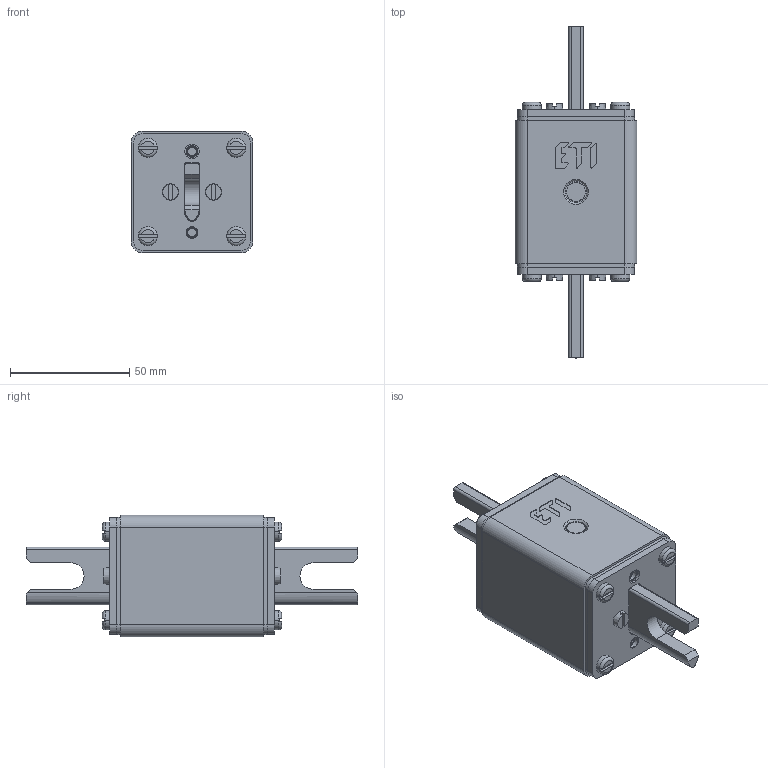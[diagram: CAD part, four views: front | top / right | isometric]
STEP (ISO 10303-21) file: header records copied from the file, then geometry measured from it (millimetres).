
FILE_DESCRIPTION((''),'2;1');
FILE_NAME('004303112_S1UQ01_110_63A_1000V_ASM','2024-07-23T12:02:19',('klemen.sitar'),('Audax d.o.o.'),'CREO PARAMETRIC BY PTC INC, 2021304','CREO PARAMETRIC BY PTC INC, 2021304','');
FILE_SCHEMA(('AP242_MANAGED_MODEL_BASED_3D_ENGINEERING_MIM_LF { 1 0 10303 442 1 1 4 }'));
Length unit declared in the file: millimetre
Products named in the file (15): 0000030085_1; 0000037877_1; 0000029902_1; 0000036699_1; 0000015247_AF0_1; 0000015250_ASM_1_ASM; 0000015247_AF1_1; 0000015244_AF0_1; 0000015261_ASM_1_ASM; 0000037876_1; 0000015360_1; 0000011599_1; 004303712_ASM_1_ASM; ASD; 004303112_S1UQ01_110_63A_1000V_ASM
Assembly tree (29 placements, depth 4):
  004303112_S1UQ01_110_63A_1000V_ASM
    004303712_ASM_1_ASM
      0000030085_1
      0000037877_1
      0000029902_1  x2
      0000036699_1  x2
      0000015250_ASM_1_ASM
        0000015247_AF0_1
      0000015261_ASM_1_ASM
        0000015247_AF1_1
        0000015244_AF0_1
      0000037876_1  x4
      0000015360_1  x8
      0000011599_1  x4
    ASD
Bounding box: 51 x 139 x 51 mm (x, y, z)
Volume: 188479.1 mm3; surface area: 51896.4 mm2
Topology: 26 solids, 42 shells, 693 faces, 1728 edges, 1120 vertices
Faces by surface type: cylinder 296, plane 241, torus 80, cone 76
Entity records: 20308 total; most frequent: CARTESIAN_POINT 3291, DIRECTION 2290, ORIENTED_EDGE 1904, EDGE_CURVE 978, AXIS2_PLACEMENT_3D 913, VERTEX_POINT 662, PRESENTATION_STYLE_ASSIGNMENT 647, STYLED_ITEM 596
